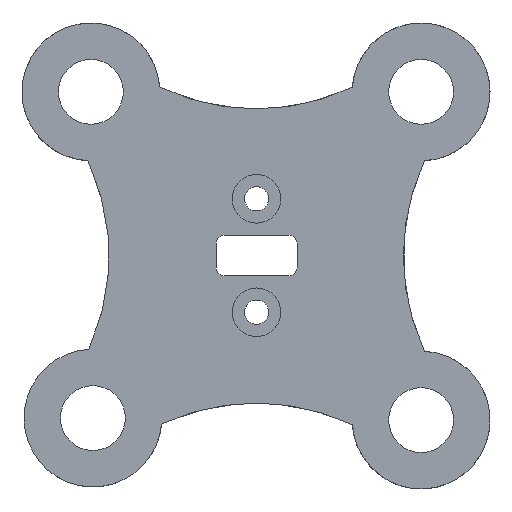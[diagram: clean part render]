
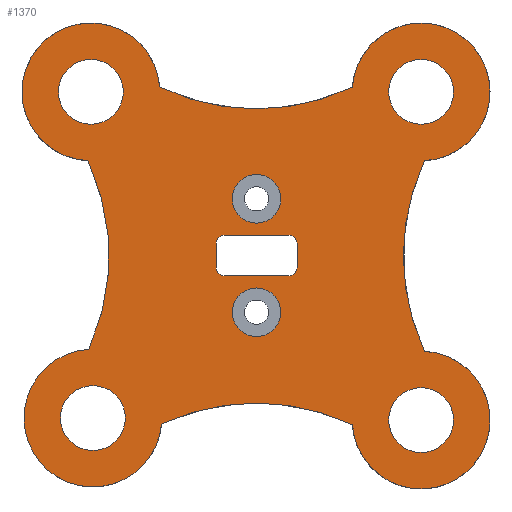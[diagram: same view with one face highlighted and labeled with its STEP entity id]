
A CAD part, top view. The second image highlights one B-rep face of the part: STEP entity #1370.
In plain terms, the highlighted planar face has unit normal (0, 0, 1).
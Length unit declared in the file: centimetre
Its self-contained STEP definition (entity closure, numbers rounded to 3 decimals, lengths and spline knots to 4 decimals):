
#46=FACE_BOUND($,#296,.T.);
#47=FACE_BOUND($,#297,.T.);
#48=FACE_BOUND($,#298,.T.);
#49=FACE_BOUND($,#299,.T.);
#50=FACE_BOUND($,#300,.T.);
#51=FACE_BOUND($,#301,.T.);
#52=FACE_BOUND($,#302,.T.);
#53=FACE_BOUND($,#303,.T.);
#76=PLANE($,#1580);
#296=EDGE_LOOP($,(#1222));
#297=EDGE_LOOP($,(#1223));
#298=EDGE_LOOP($,(#1224,#1225,#1226,#1227,#1228,#1229,#1230,#1231));
#299=EDGE_LOOP($,(#1232));
#300=EDGE_LOOP($,(#1233));
#301=EDGE_LOOP($,(#1234));
#302=EDGE_LOOP($,(#1235));
#303=EDGE_LOOP($,(#1236,#1237,#1238,#1239,#1240,#1241,#1242,#1243));
#353=LINE($,#2474,#415);
#357=LINE($,#2486,#419);
#362=LINE($,#2499,#424);
#365=LINE($,#2508,#427);
#415=VECTOR($,#1938,0.8);
#419=VECTOR($,#1950,0.3);
#424=VECTOR($,#1963,0.3);
#427=VECTOR($,#1974,0.8);
#446=CIRCLE($,#1401,2.7631);
#464=CIRCLE($,#1428,2.7631);
#482=CIRCLE($,#1455,2.7631);
#498=CIRCLE($,#1480,2.7631);
#512=CIRCLE($,#1500,0.3);
#514=CIRCLE($,#1504,0.3);
#521=CIRCLE($,#1525,0.1);
#523=CIRCLE($,#1529,0.1);
#525=CIRCLE($,#1533,0.1);
#527=CIRCLE($,#1537,0.1);
#529=CIRCLE($,#1542,0.85);
#531=CIRCLE($,#1546,0.85);
#533=CIRCLE($,#1550,0.85);
#535=CIRCLE($,#1554,0.85);
#537=CIRCLE($,#1557,0.4);
#539=CIRCLE($,#1560,0.4);
#541=CIRCLE($,#1563,0.4);
#543=CIRCLE($,#1566,0.4);
#566=VERTEX_POINT($,#2138);
#567=VERTEX_POINT($,#2140);
#583=VERTEX_POINT($,#2216);
#584=VERTEX_POINT($,#2218);
#600=VERTEX_POINT($,#2294);
#601=VERTEX_POINT($,#2296);
#614=VERTEX_POINT($,#2366);
#615=VERTEX_POINT($,#2368);
#632=VERTEX_POINT($,#2418);
#634=VERTEX_POINT($,#2424);
#644=VERTEX_POINT($,#2465);
#645=VERTEX_POINT($,#2467);
#647=VERTEX_POINT($,#2473);
#649=VERTEX_POINT($,#2479);
#651=VERTEX_POINT($,#2485);
#654=VERTEX_POINT($,#2492);
#655=VERTEX_POINT($,#2494);
#657=VERTEX_POINT($,#2503);
#659=VERTEX_POINT($,#2528);
#661=VERTEX_POINT($,#2533);
#663=VERTEX_POINT($,#2538);
#665=VERTEX_POINT($,#2543);
#696=EDGE_CURVE($,#566,#567,#446,.F.);
#722=EDGE_CURVE($,#583,#584,#464,.F.);
#748=EDGE_CURVE($,#600,#601,#482,.F.);
#771=EDGE_CURVE($,#614,#615,#498,.F.);
#798=EDGE_CURVE($,#632,#632,#512,.T.);
#800=EDGE_CURVE($,#634,#634,#514,.T.);
#818=EDGE_CURVE($,#645,#644,#521,.T.);
#821=EDGE_CURVE($,#647,#645,#353,.T.);
#824=EDGE_CURVE($,#649,#647,#523,.T.);
#827=EDGE_CURVE($,#651,#649,#357,.T.);
#831=EDGE_CURVE($,#655,#654,#525,.T.);
#834=EDGE_CURVE($,#644,#655,#362,.T.);
#836=EDGE_CURVE($,#657,#651,#527,.T.);
#839=EDGE_CURVE($,#654,#657,#365,.T.);
#841=EDGE_CURVE($,#600,#615,#529,.T.);
#843=EDGE_CURVE($,#614,#567,#531,.T.);
#845=EDGE_CURVE($,#566,#584,#533,.T.);
#847=EDGE_CURVE($,#583,#601,#535,.T.);
#849=EDGE_CURVE($,#659,#659,#537,.T.);
#851=EDGE_CURVE($,#661,#661,#539,.T.);
#853=EDGE_CURVE($,#663,#663,#541,.T.);
#855=EDGE_CURVE($,#665,#665,#543,.T.);
#1222=ORIENTED_EDGE($,*,*,#798,.T.);
#1223=ORIENTED_EDGE($,*,*,#800,.T.);
#1224=ORIENTED_EDGE($,*,*,#836,.T.);
#1225=ORIENTED_EDGE($,*,*,#827,.T.);
#1226=ORIENTED_EDGE($,*,*,#824,.T.);
#1227=ORIENTED_EDGE($,*,*,#821,.T.);
#1228=ORIENTED_EDGE($,*,*,#818,.T.);
#1229=ORIENTED_EDGE($,*,*,#834,.T.);
#1230=ORIENTED_EDGE($,*,*,#831,.T.);
#1231=ORIENTED_EDGE($,*,*,#839,.T.);
#1232=ORIENTED_EDGE($,*,*,#849,.T.);
#1233=ORIENTED_EDGE($,*,*,#851,.T.);
#1234=ORIENTED_EDGE($,*,*,#853,.T.);
#1235=ORIENTED_EDGE($,*,*,#855,.T.);
#1236=ORIENTED_EDGE($,*,*,#696,.F.);
#1237=ORIENTED_EDGE($,*,*,#845,.T.);
#1238=ORIENTED_EDGE($,*,*,#722,.F.);
#1239=ORIENTED_EDGE($,*,*,#847,.T.);
#1240=ORIENTED_EDGE($,*,*,#748,.F.);
#1241=ORIENTED_EDGE($,*,*,#841,.T.);
#1242=ORIENTED_EDGE($,*,*,#771,.F.);
#1243=ORIENTED_EDGE($,*,*,#843,.T.);
#1370=ADVANCED_FACE($,(#46,#47,#48,#49,#50,#51,#52,#53),#76,.T.);
#1401=AXIS2_PLACEMENT_3D($,#2141,#1643,#1644);
#1428=AXIS2_PLACEMENT_3D($,#2219,#1703,#1704);
#1455=AXIS2_PLACEMENT_3D($,#2297,#1763,#1764);
#1480=AXIS2_PLACEMENT_3D($,#2369,#1818,#1819);
#1500=AXIS2_PLACEMENT_3D($,#2419,#1871,#1872);
#1504=AXIS2_PLACEMENT_3D($,#2425,#1879,#1880);
#1525=AXIS2_PLACEMENT_3D($,#2468,#1932,#1933);
#1529=AXIS2_PLACEMENT_3D($,#2480,#1944,#1945);
#1533=AXIS2_PLACEMENT_3D($,#2495,#1957,#1958);
#1537=AXIS2_PLACEMENT_3D($,#2504,#1968,#1969);
#1542=AXIS2_PLACEMENT_3D($,#2512,#1981,#1982);
#1546=AXIS2_PLACEMENT_3D($,#2516,#1989,#1990);
#1550=AXIS2_PLACEMENT_3D($,#2520,#1997,#1998);
#1554=AXIS2_PLACEMENT_3D($,#2524,#2005,#2006);
#1557=AXIS2_PLACEMENT_3D($,#2529,#2011,#2012);
#1560=AXIS2_PLACEMENT_3D($,#2534,#2017,#2018);
#1563=AXIS2_PLACEMENT_3D($,#2539,#2023,#2024);
#1566=AXIS2_PLACEMENT_3D($,#2544,#2029,#2030);
#1580=AXIS2_PLACEMENT_3D($,#2562,#2057,#2058);
#1643=DIRECTION('center_axis',(0.,0.,
-1.));
#1644=DIRECTION('ref_axis',(-0.613,-0.79,0.));
#1703=DIRECTION('center_axis',(0.,0.,
-1.));
#1704=DIRECTION('ref_axis',(0.79,-0.613,0.));
#1763=DIRECTION('center_axis',(0.,0.,
-1.));
#1764=DIRECTION('ref_axis',(0.613,0.79,0.));
#1818=DIRECTION('center_axis',(0.,0.,
-1.));
#1819=DIRECTION('ref_axis',(-0.79,0.613,0.));
#1871=DIRECTION('center_axis',(0.,0.,
-1.));
#1872=DIRECTION('ref_axis',(1.,0.,0.));
#1879=DIRECTION('center_axis',(0.,0.,
-1.));
#1880=DIRECTION('ref_axis',(1.,0.,0.));
#1932=DIRECTION('center_axis',(0.,0.,
-1.));
#1933=DIRECTION('ref_axis',(0.707,0.707,0.));
#1938=DIRECTION($,(1.,0.,0.));
#1944=DIRECTION('center_axis',(0.,0.,
-1.));
#1945=DIRECTION('ref_axis',(-0.707,0.707,0.));
#1950=DIRECTION($,(0.,1.,0.));
#1957=DIRECTION('center_axis',(0.,0.,
-1.));
#1958=DIRECTION('ref_axis',(0.707,-0.707,0.));
#1963=DIRECTION($,(0.,-1.,0.));
#1968=DIRECTION('center_axis',(0.,0.,
-1.));
#1969=DIRECTION('ref_axis',(-0.707,-0.707,0.));
#1974=DIRECTION($,(-1.,0.,0.));
#1981=DIRECTION('center_axis',(0.,0.,
1.));
#1982=DIRECTION('ref_axis',(-1.,0.,0.));
#1989=DIRECTION('center_axis',(0.,0.,
1.));
#1990=DIRECTION('ref_axis',(-1.,0.,0.));
#1997=DIRECTION('center_axis',(0.,0.,
1.));
#1998=DIRECTION('ref_axis',(-1.,0.,0.));
#2005=DIRECTION('center_axis',(0.,0.,
1.));
#2006=DIRECTION('ref_axis',(-1.,0.,0.));
#2011=DIRECTION('center_axis',(0.,0.,
-1.));
#2012=DIRECTION('ref_axis',(-1.,0.,0.));
#2017=DIRECTION('center_axis',(0.,0.,
-1.));
#2018=DIRECTION('ref_axis',(-1.,0.,0.));
#2023=DIRECTION('center_axis',(0.,0.,
-1.));
#2024=DIRECTION('ref_axis',(-1.,0.,0.));
#2029=DIRECTION('center_axis',(0.,0.,
-1.));
#2030=DIRECTION('ref_axis',(-1.,0.,0.));
#2057=DIRECTION('center_axis',(0.,0.,
1.));
#2058=DIRECTION('ref_axis',(-1.,0.,0.));
#2138=CARTESIAN_POINT('',(-8.7384,26.3965,1.65));
#2140=CARTESIAN_POINT('',(-6.3592,26.394,1.65));
#2141=CARTESIAN_POINT('Origin',(-7.5462,28.8892,1.65));
#2216=CARTESIAN_POINT('',(-9.6129,23.1593,1.65));
#2218=CARTESIAN_POINT('',(-9.6241,25.4867,1.65));
#2219=CARTESIAN_POINT('Origin',(-12.1246,24.3108,1.65));
#2294=CARTESIAN_POINT('',(-6.3592,22.2276,1.65));
#2296=CARTESIAN_POINT('',(-8.7145,22.2365,1.65));
#2297=CARTESIAN_POINT('Origin',(-7.5462,19.7324,1.65));
#2366=CARTESIAN_POINT('',(-5.4682,25.4869,1.65));
#2368=CARTESIAN_POINT('',(-5.4682,23.1347,1.65));
#2369=CARTESIAN_POINT('Origin',(-2.9678,24.3108,1.65));
#2418=CARTESIAN_POINT('',(-7.8422,25.0164,1.65));
#2419=CARTESIAN_POINT('Origin',(-7.5422,25.0164,1.65));
#2424=CARTESIAN_POINT('',(-7.8422,23.6164,1.65));
#2425=CARTESIAN_POINT('Origin',(-7.5422,23.6164,1.65));
#2465=CARTESIAN_POINT('',(-7.0422,24.4664,1.65));
#2467=CARTESIAN_POINT('',(-7.1422,24.5664,1.65));
#2468=CARTESIAN_POINT('Origin',(-7.1422,24.4664,1.65));
#2473=CARTESIAN_POINT('',(-7.9422,24.5664,1.65));
#2474=CARTESIAN_POINT($,(-7.5442,24.5664,1.65));
#2479=CARTESIAN_POINT('',(-8.0422,24.4664,1.65));
#2480=CARTESIAN_POINT('Origin',(-7.9422,24.4664,1.65));
#2485=CARTESIAN_POINT('',(-8.0422,24.1664,1.65));
#2486=CARTESIAN_POINT($,(-8.0422,24.3136,1.65));
#2492=CARTESIAN_POINT('',(-7.1422,24.0664,1.65));
#2494=CARTESIAN_POINT('',(-7.0422,24.1664,1.65));
#2495=CARTESIAN_POINT('Origin',(-7.1422,24.1664,1.65));
#2499=CARTESIAN_POINT($,(-7.0422,24.3136,1.65));
#2503=CARTESIAN_POINT('',(-7.9422,24.0664,1.65));
#2504=CARTESIAN_POINT('Origin',(-7.9422,24.1664,1.65));
#2508=CARTESIAN_POINT($,(-7.5442,24.0664,1.65));
#2512=CARTESIAN_POINT('Origin',(-5.5112,22.2858,1.65));
#2516=CARTESIAN_POINT('Origin',(-5.5112,26.3358,1.65));
#2520=CARTESIAN_POINT('Origin',(-9.5862,26.3358,1.65));
#2524=CARTESIAN_POINT('Origin',(-9.5612,22.3108,1.65));
#2528=CARTESIAN_POINT('',(-5.1112,26.3358,1.65));
#2529=CARTESIAN_POINT('Origin',(-5.5112,26.3358,1.65));
#2533=CARTESIAN_POINT('',(-9.1612,22.3108,1.65));
#2534=CARTESIAN_POINT('Origin',(-9.5612,22.3108,1.65));
#2538=CARTESIAN_POINT('',(-5.1112,22.2858,1.65));
#2539=CARTESIAN_POINT('Origin',(-5.5112,22.2858,1.65));
#2543=CARTESIAN_POINT('',(-9.1862,26.3358,1.65));
#2544=CARTESIAN_POINT('Origin',(-9.5862,26.3358,1.65));
#2562=CARTESIAN_POINT('Origin',(-7.5462,24.3108,1.65));
